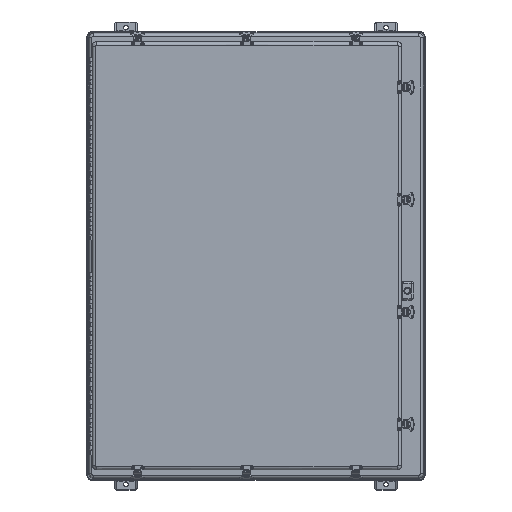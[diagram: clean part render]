
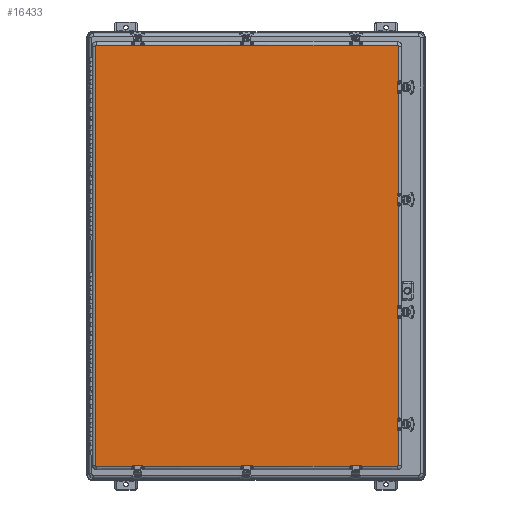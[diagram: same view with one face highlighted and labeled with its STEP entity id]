
A CAD part, top view. The second image highlights one B-rep face of the part: STEP entity #16433.
In plain terms, the highlighted planar face has unit normal (0, 0, 1).
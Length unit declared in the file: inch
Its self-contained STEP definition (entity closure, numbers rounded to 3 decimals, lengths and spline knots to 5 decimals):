
#663=PLANE($,#17898);
#1461=LINE($,#31208,#2609);
#1463=LINE($,#31213,#2611);
#1464=LINE($,#31246,#2612);
#1467=LINE($,#31253,#2615);
#2609=VECTOR($,#21278,32.9375);
#2611=VECTOR($,#21284,45.9375);
#2612=VECTOR($,#21301,45.9375);
#2615=VECTOR($,#21308,32.9375);
#4425=FACE_OUTER_BOUND($,#5641,.T.);
#5641=EDGE_LOOP($,(#13202,#13203,#13204,#13205,#13206,#13207,#13208,#13209));
#6739=CIRCLE($,#17875,0.10404);
#6745=CIRCLE($,#17883,0.10404);
#6749=CIRCLE($,#17887,0.10404);
#6753=CIRCLE($,#17893,0.10404);
#7948=VERTEX_POINT($,#31198);
#7949=VERTEX_POINT($,#31200);
#7951=VERTEX_POINT($,#31206);
#7952=VERTEX_POINT($,#31211);
#7954=VERTEX_POINT($,#31224);
#7955=VERTEX_POINT($,#31237);
#7958=VERTEX_POINT($,#31244);
#7959=VERTEX_POINT($,#31249);
#9833=EDGE_CURVE($,#7948,#7949,#6739,.T.);
#9837=EDGE_CURVE($,#7951,#7948,#1461,.T.);
#9840=EDGE_CURVE($,#7949,#7952,#1463,.T.);
#9842=EDGE_CURVE($,#7954,#7951,#6745,.T.);
#9846=EDGE_CURVE($,#7952,#7955,#6749,.T.);
#9848=EDGE_CURVE($,#7958,#7954,#1464,.T.);
#9852=EDGE_CURVE($,#7955,#7959,#1467,.T.);
#9854=EDGE_CURVE($,#7959,#7958,#6753,.T.);
#13202=ORIENTED_EDGE($,*,*,#9833,.F.);
#13203=ORIENTED_EDGE($,*,*,#9837,.F.);
#13204=ORIENTED_EDGE($,*,*,#9842,.F.);
#13205=ORIENTED_EDGE($,*,*,#9848,.F.);
#13206=ORIENTED_EDGE($,*,*,#9854,.F.);
#13207=ORIENTED_EDGE($,*,*,#9852,.F.);
#13208=ORIENTED_EDGE($,*,*,#9846,.F.);
#13209=ORIENTED_EDGE($,*,*,#9840,.F.);
#16433=ADVANCED_FACE($,(#4425),#663,.T.);
#17875=AXIS2_PLACEMENT_3D($,#31201,#21268,#21269);
#17883=AXIS2_PLACEMENT_3D($,#31226,#21287,#21288);
#17887=AXIS2_PLACEMENT_3D($,#31241,#21295,#21296);
#17893=AXIS2_PLACEMENT_3D($,#31264,#21311,#21312);
#17898=AXIS2_PLACEMENT_3D($,#31273,#21325,#21326);
#21268=DIRECTION('center_axis',(0.,0.,-1.));
#21269=DIRECTION('ref_axis',(0.707,0.707,0.));
#21278=DIRECTION($,(1.,0.,0.));
#21284=DIRECTION($,(0.,-1.,0.));
#21287=DIRECTION('center_axis',(0.,0.,-1.));
#21288=DIRECTION('ref_axis',(-0.707,0.707,0.));
#21295=DIRECTION('center_axis',(0.,0.,-1.));
#21296=DIRECTION('ref_axis',(0.707,-0.707,0.));
#21301=DIRECTION($,(0.,1.,0.));
#21308=DIRECTION($,(-1.,0.,0.));
#21311=DIRECTION('center_axis',(0.,0.,-1.));
#21312=DIRECTION('ref_axis',(-0.707,-0.707,0.));
#21325=DIRECTION('center_axis',(0.,0.,1.));
#21326=DIRECTION('ref_axis',(1.,0.,0.));
#31198=CARTESIAN_POINT('',(16.46875,23.07279,0.96875));
#31200=CARTESIAN_POINT('',(16.57279,22.96875,0.96875));
#31201=CARTESIAN_POINT('Origin',(16.46875,22.96875,0.96875));
#31206=CARTESIAN_POINT('',(-16.46875,23.07279,0.96875));
#31208=CARTESIAN_POINT($,(-16.46875,23.07279,0.96875));
#31211=CARTESIAN_POINT('',(16.57279,-22.96875,0.96875));
#31213=CARTESIAN_POINT($,(16.57279,22.96875,0.96875));
#31224=CARTESIAN_POINT('',(-16.57279,22.96875,0.96875));
#31226=CARTESIAN_POINT('Origin',(-16.46875,22.96875,0.96875));
#31237=CARTESIAN_POINT('',(16.46875,-23.07279,0.96875));
#31241=CARTESIAN_POINT('Origin',(16.46875,-22.96875,0.96875));
#31244=CARTESIAN_POINT('',(-16.57279,-22.96875,0.96875));
#31246=CARTESIAN_POINT($,(-16.57279,-22.96875,0.96875));
#31249=CARTESIAN_POINT('',(-16.46875,-23.07279,0.96875));
#31253=CARTESIAN_POINT($,(16.46875,-23.07279,0.96875));
#31264=CARTESIAN_POINT('Origin',(-16.46875,-22.96875,0.96875));
#31273=CARTESIAN_POINT('Origin',(0.,0.,0.96875));
